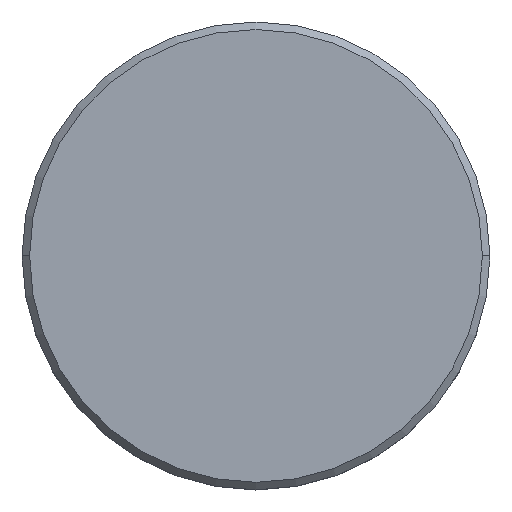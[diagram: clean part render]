
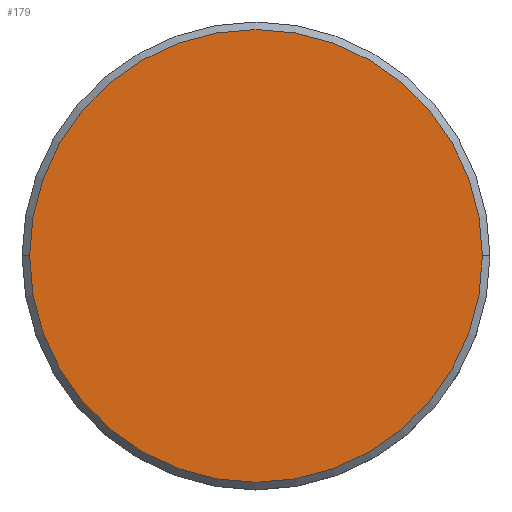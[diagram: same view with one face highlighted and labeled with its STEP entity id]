
A CAD part, top view. The second image highlights one B-rep face of the part: STEP entity #179.
In plain terms, the highlighted planar face has unit normal (0, 0, 1).
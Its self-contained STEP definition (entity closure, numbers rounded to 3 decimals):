
#78 = EDGE_LOOP ( 'NONE', ( #787, #898 ) ) ;
#112 = AXIS2_PLACEMENT_3D ( 'NONE', #447, #600, #1057 ) ;
#129 = CIRCLE ( 'NONE', #1160, 15. ) ;
#179 = ADVANCED_FACE ( 'NONE', ( #966 ), #801, .T. ) ;
#182 = CARTESIAN_POINT ( 'NONE',  ( 15., 0., 0. ) ) ;
#332 = DIRECTION ( 'NONE',  ( 0., 0., 1. ) ) ;
#339 = VERTEX_POINT ( 'NONE', #182 ) ;
#344 = AXIS2_PLACEMENT_3D ( 'NONE', #1080, #451, #825 ) ;
#447 = CARTESIAN_POINT ( 'NONE',  ( 0., 0., 0. ) ) ;
#451 = DIRECTION ( 'NONE',  ( 0., 0., 1. ) ) ;
#462 = CIRCLE ( 'NONE', #344, 15. ) ;
#553 = EDGE_CURVE ( 'NONE', #339, #1177, #462, .T. ) ;
#600 = DIRECTION ( 'NONE',  ( 0., 0., 1. ) ) ;
#701 = CARTESIAN_POINT ( 'NONE',  ( -15., 0., 0. ) ) ;
#773 = DIRECTION ( 'NONE',  ( 1., 0., 0. ) ) ;
#787 = ORIENTED_EDGE ( 'NONE', *, *, #1075, .T. ) ;
#801 = PLANE ( 'NONE',  #112 ) ;
#825 = DIRECTION ( 'NONE',  ( 1., 0., 0. ) ) ;
#857 = CARTESIAN_POINT ( 'NONE',  ( 0., 0., 0. ) ) ;
#898 = ORIENTED_EDGE ( 'NONE', *, *, #553, .T. ) ;
#966 = FACE_OUTER_BOUND ( 'NONE', #78, .T. ) ;
#1057 = DIRECTION ( 'NONE',  ( 1., 0., 0. ) ) ;
#1075 = EDGE_CURVE ( 'NONE', #1177, #339, #129, .T. ) ;
#1080 = CARTESIAN_POINT ( 'NONE',  ( 0., 0., 0. ) ) ;
#1160 = AXIS2_PLACEMENT_3D ( 'NONE', #857, #332, #773 ) ;
#1177 = VERTEX_POINT ( 'NONE', #701 ) ;
